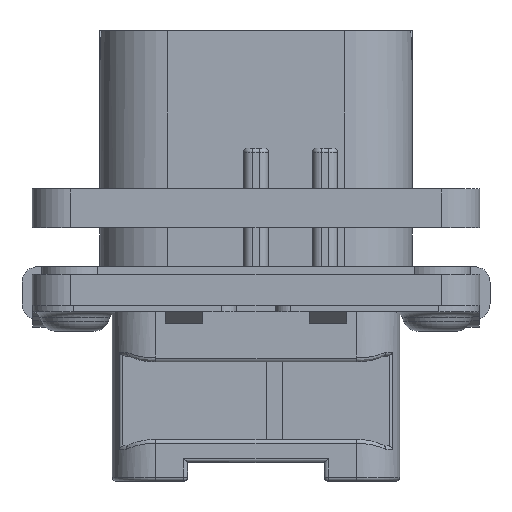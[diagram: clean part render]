
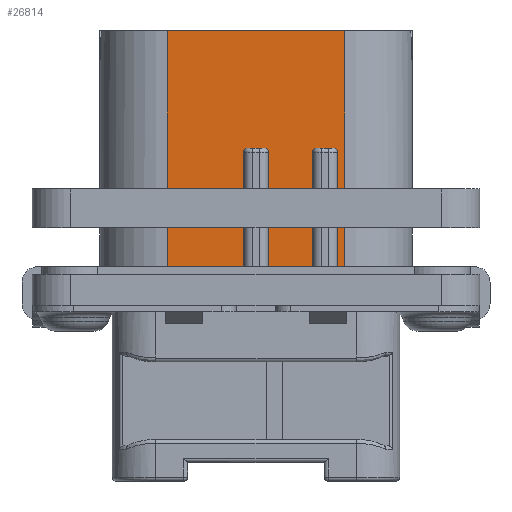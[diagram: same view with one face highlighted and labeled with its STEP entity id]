
A CAD part, front view. The second image highlights one B-rep face of the part: STEP entity #26814.
In plain terms, the highlighted planar face has unit normal (0, -1, 0).
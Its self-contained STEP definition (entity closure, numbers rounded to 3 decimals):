
#1398=DIRECTION('',(1.,0.,0.));
#1399=VECTOR('',#1398,11.4);
#1400=CARTESIAN_POINT('',(-5.7,-9.,17.67));
#1401=LINE('',#1400,#1399);
#1617=DIRECTION('',(0.,0.,1.));
#1618=VECTOR('',#1617,7.87);
#1619=CARTESIAN_POINT('',(0.8,-9.,2.));
#1620=LINE('',#1619,#1618);
#1621=DIRECTION('',(1.,0.,0.));
#1622=VECTOR('',#1621,1.1);
#1623=CARTESIAN_POINT('',(-0.55,-9.,10.12));
#1624=LINE('',#1623,#1622);
#1625=DIRECTION('',(0.,0.,1.));
#1626=VECTOR('',#1625,7.87);
#1627=CARTESIAN_POINT('',(-0.8,-9.,2.));
#1628=LINE('',#1627,#1626);
#1629=DIRECTION('',(0.,0.,-1.));
#1630=VECTOR('',#1629,15.67);
#1631=CARTESIAN_POINT('',(-5.7,-9.,17.67));
#1632=LINE('',#1631,#1630);
#1633=DIRECTION('',(0.,0.,-1.));
#1634=VECTOR('',#1633,15.67);
#1635=CARTESIAN_POINT('',(5.7,-9.,17.67));
#1636=LINE('',#1635,#1634);
#1637=DIRECTION('',(0.,0.,1.));
#1638=VECTOR('',#1637,7.87);
#1639=CARTESIAN_POINT('',(5.25,-9.,2.));
#1640=LINE('',#1639,#1638);
#1641=DIRECTION('',(1.,0.,0.));
#1642=VECTOR('',#1641,1.1);
#1643=CARTESIAN_POINT('',(3.9,-9.,10.12));
#1644=LINE('',#1643,#1642);
#1645=DIRECTION('',(0.,0.,1.));
#1646=VECTOR('',#1645,7.87);
#1647=CARTESIAN_POINT('',(3.65,-9.,2.));
#1648=LINE('',#1647,#1646);
#1662=CARTESIAN_POINT('',(0.55,-9.,9.87));
#1663=DIRECTION('',(0.,1.,0.));
#1664=DIRECTION('',(0.,0.,1.));
#1665=AXIS2_PLACEMENT_3D('',#1662,#1663,#1664);
#1735=DIRECTION('',(1.,0.,0.));
#1736=VECTOR('',#1735,2.85);
#1737=CARTESIAN_POINT('',(0.8,-9.,2.));
#1738=LINE('',#1737,#1736);
#1761=CARTESIAN_POINT('',(3.9,-9.,9.87));
#1762=DIRECTION('',(0.,1.,0.));
#1763=DIRECTION('',(-1.,0.,0.));
#1764=AXIS2_PLACEMENT_3D('',#1761,#1762,#1763);
#1793=CARTESIAN_POINT('',(5.,-9.,9.87));
#1794=DIRECTION('',(0.,1.,0.));
#1795=DIRECTION('',(0.,0.,1.));
#1796=AXIS2_PLACEMENT_3D('',#1793,#1794,#1795);
#1819=DIRECTION('',(1.,0.,0.));
#1820=VECTOR('',#1819,0.45);
#1821=CARTESIAN_POINT('',(5.25,-9.,2.));
#1822=LINE('',#1821,#1820);
#4648=DIRECTION('',(1.,0.,0.));
#4649=VECTOR('',#4648,4.9);
#4650=CARTESIAN_POINT('',(-5.7,-9.,2.));
#4651=LINE('',#4650,#4649);
#8533=CARTESIAN_POINT('',(-0.55,-9.,9.87));
#8534=DIRECTION('',(0.,1.,0.));
#8535=DIRECTION('',(-1.,0.,0.));
#8536=AXIS2_PLACEMENT_3D('',#8533,#8534,#8535);
#21287=CARTESIAN_POINT('',(-5.7,-9.,17.67));
#21288=CARTESIAN_POINT('',(-5.7,-9.,2.));
#21289=VERTEX_POINT('',#21287);
#21290=VERTEX_POINT('',#21288);
#21291=CARTESIAN_POINT('',(5.7,-9.,17.67));
#21292=CARTESIAN_POINT('',(5.7,-9.,2.));
#21293=VERTEX_POINT('',#21291);
#21294=VERTEX_POINT('',#21292);
#21425=CARTESIAN_POINT('',(-0.8,-9.,2.));
#21426=VERTEX_POINT('',#21425);
#21427=CARTESIAN_POINT('',(0.8,-9.,2.));
#21428=CARTESIAN_POINT('',(3.65,-9.,2.));
#21429=VERTEX_POINT('',#21427);
#21430=VERTEX_POINT('',#21428);
#21431=CARTESIAN_POINT('',(5.25,-9.,2.));
#21432=VERTEX_POINT('',#21431);
#22646=CARTESIAN_POINT('',(0.8,-9.,9.87));
#22648=VERTEX_POINT('',#22646);
#22650=CARTESIAN_POINT('',(0.55,-9.,10.12));
#22652=VERTEX_POINT('',#22650);
#22665=CARTESIAN_POINT('',(-0.55,-9.,10.12));
#22666=VERTEX_POINT('',#22665);
#22667=CARTESIAN_POINT('',(-0.8,-9.,9.87));
#22668=VERTEX_POINT('',#22667);
#22670=CARTESIAN_POINT('',(5.25,-9.,9.87));
#22672=VERTEX_POINT('',#22670);
#22674=CARTESIAN_POINT('',(5.,-9.,10.12));
#22676=VERTEX_POINT('',#22674);
#22689=CARTESIAN_POINT('',(3.9,-9.,10.12));
#22690=VERTEX_POINT('',#22689);
#22691=CARTESIAN_POINT('',(3.65,-9.,9.87));
#22692=VERTEX_POINT('',#22691);
#26777=CARTESIAN_POINT('',(-10.05,-9.,2.));
#26778=DIRECTION('',(0.,-1.,0.));
#26779=DIRECTION('',(1.,0.,0.));
#26780=AXIS2_PLACEMENT_3D('',#26777,#26778,#26779);
#26781=PLANE('',#26780);
#26783=ORIENTED_EDGE('',*,*,#26782,.T.);
#26785=ORIENTED_EDGE('',*,*,#26784,.F.);
#26787=ORIENTED_EDGE('',*,*,#26786,.F.);
#26789=ORIENTED_EDGE('',*,*,#26788,.F.);
#26791=ORIENTED_EDGE('',*,*,#26790,.F.);
#26793=ORIENTED_EDGE('',*,*,#26792,.F.);
#26795=ORIENTED_EDGE('',*,*,#26794,.F.);
#26796=ORIENTED_EDGE('',*,*,#26664,.T.);
#26797=ORIENTED_EDGE('',*,*,#26574,.T.);
#26799=ORIENTED_EDGE('',*,*,#26798,.F.);
#26801=ORIENTED_EDGE('',*,*,#26800,.T.);
#26803=ORIENTED_EDGE('',*,*,#26802,.F.);
#26805=ORIENTED_EDGE('',*,*,#26804,.F.);
#26807=ORIENTED_EDGE('',*,*,#26806,.F.);
#26809=ORIENTED_EDGE('',*,*,#26808,.F.);
#26811=ORIENTED_EDGE('',*,*,#26810,.F.);
#26812=EDGE_LOOP('',(#26783,#26785,#26787,#26789,#26791,#26793,#26795,#26796,
#26797,#26799,#26801,#26803,#26805,#26807,#26809,#26811));
#26813=FACE_OUTER_BOUND('',#26812,.F.);
#26814=ADVANCED_FACE('',(#26813),#26781,.T.);
#1666=CIRCLE('',#1665,0.25);
#1765=CIRCLE('',#1764,0.25);
#1797=CIRCLE('',#1796,0.25);
#8537=CIRCLE('',#8536,0.25);
#26574=EDGE_CURVE('',#21293,#21294,#1636,.T.);
#26664=EDGE_CURVE('',#21289,#21293,#1401,.T.);
#26782=EDGE_CURVE('',#21429,#22648,#1620,.T.);
#26784=EDGE_CURVE('',#22652,#22648,#1666,.T.);
#26786=EDGE_CURVE('',#22666,#22652,#1624,.T.);
#26788=EDGE_CURVE('',#22668,#22666,#8537,.T.);
#26790=EDGE_CURVE('',#21426,#22668,#1628,.T.);
#26792=EDGE_CURVE('',#21290,#21426,#4651,.T.);
#26794=EDGE_CURVE('',#21289,#21290,#1632,.T.);
#26798=EDGE_CURVE('',#21432,#21294,#1822,.T.);
#26800=EDGE_CURVE('',#21432,#22672,#1640,.T.);
#26802=EDGE_CURVE('',#22676,#22672,#1797,.T.);
#26804=EDGE_CURVE('',#22690,#22676,#1644,.T.);
#26806=EDGE_CURVE('',#22692,#22690,#1765,.T.);
#26808=EDGE_CURVE('',#21430,#22692,#1648,.T.);
#26810=EDGE_CURVE('',#21429,#21430,#1738,.T.);
